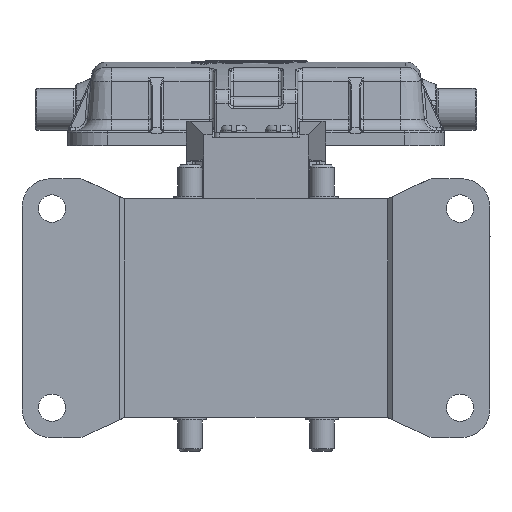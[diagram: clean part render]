
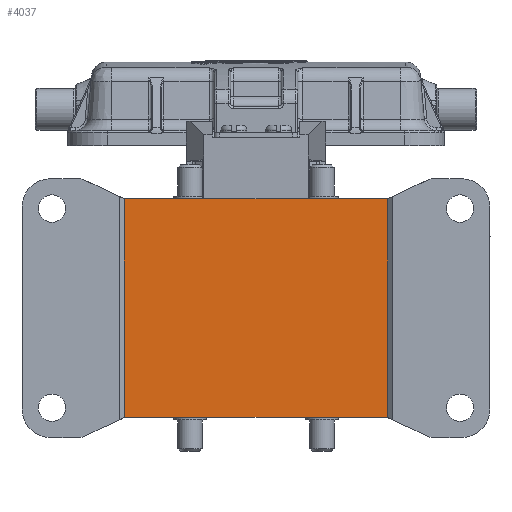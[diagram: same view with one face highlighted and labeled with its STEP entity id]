
A CAD part, front view. The second image highlights one B-rep face of the part: STEP entity #4037.
In plain terms, the highlighted planar face has unit normal (0, -1, 0).
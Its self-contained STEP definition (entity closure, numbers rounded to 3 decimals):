
#2228=PLANE('',#26095);
#4037=ADVANCED_FACE('NONE',(#5592),#2228,.T.);
#5592=FACE_OUTER_BOUND('',#7085,.T.);
#7085=EDGE_LOOP('',(#12581,#12582,#12583,#12584,#12585,#12586,#12587,#12588));
#12581=ORIENTED_EDGE('',*,*,#20486,.T.);
#12582=ORIENTED_EDGE('',*,*,#20487,.T.);
#12583=ORIENTED_EDGE('',*,*,#20488,.F.);
#12584=ORIENTED_EDGE('',*,*,#20489,.T.);
#12585=ORIENTED_EDGE('',*,*,#20485,.F.);
#12586=ORIENTED_EDGE('',*,*,#20490,.T.);
#12587=ORIENTED_EDGE('',*,*,#20491,.F.);
#12588=ORIENTED_EDGE('',*,*,#20492,.F.);
#17378=VERTEX_POINT('',#47427);
#17381=VERTEX_POINT('',#47433);
#17382=VERTEX_POINT('',#47437);
#17383=VERTEX_POINT('',#47438);
#17384=VERTEX_POINT('',#47440);
#17385=VERTEX_POINT('',#47442);
#17386=VERTEX_POINT('',#47445);
#17387=VERTEX_POINT('',#47447);
#20485=EDGE_CURVE('NONE',#17381,#17378,#22809,.T.);
#20486=EDGE_CURVE('NONE',#17382,#17383,#22810,.T.);
#20487=EDGE_CURVE('NONE',#17383,#17384,#22811,.T.);
#20488=EDGE_CURVE('NONE',#17385,#17384,#22812,.T.);
#20489=EDGE_CURVE('NONE',#17385,#17378,#22813,.T.);
#20490=EDGE_CURVE('NONE',#17381,#17386,#22814,.T.);
#20491=EDGE_CURVE('NONE',#17387,#17386,#22815,.T.);
#20492=EDGE_CURVE('NONE',#17382,#17387,#22816,.T.);
#22809=LINE('',#47434,#24225);
#22810=LINE('',#47436,#24226);
#22811=LINE('',#47439,#24227);
#22812=LINE('',#47441,#24228);
#22813=LINE('',#47443,#24229);
#22814=LINE('',#47444,#24230);
#22815=LINE('',#47446,#24231);
#22816=LINE('',#47448,#24232);
#24225=VECTOR('',#30036,1.);
#24226=VECTOR('',#30039,1.);
#24227=VECTOR('',#30040,1.);
#24228=VECTOR('',#30041,1.);
#24229=VECTOR('',#30042,1.);
#24230=VECTOR('',#30043,1.);
#24231=VECTOR('',#30044,1.);
#24232=VECTOR('',#30045,1.);
#26095=AXIS2_PLACEMENT_3D('',#47449,#30046,#30047);
#30036=DIRECTION('',(0.904,0.,-0.427));
#30039=DIRECTION('',(0.904,0.,-0.427));
#30040=DIRECTION('',(0.,0.,1.));
#30041=DIRECTION('',(0.904,0.,0.427));
#30042=DIRECTION('',(-1.,0.,0.));
#30043=DIRECTION('',(0.,0.,-1.));
#30044=DIRECTION('',(-0.904,0.,-0.427));
#30045=DIRECTION('',(-1.,0.,0.));
#30046=DIRECTION('',(0.,-1.,0.));
#30047=DIRECTION('',(0.,0.,-1.));
#47427=CARTESIAN_POINT('',(-26.404,-52.5,21.941));
#47433=CARTESIAN_POINT('',(-26.422,-52.5,21.949));
#47434=CARTESIAN_POINT('',(-26.,-52.5,21.75));
#47436=CARTESIAN_POINT('',(26.404,-52.5,-21.941));
#47437=CARTESIAN_POINT('',(26.404,-52.5,-21.941));
#47438=CARTESIAN_POINT('',(26.422,-52.5,-21.949));
#47439=CARTESIAN_POINT('',(26.422,-52.5,0.));
#47440=CARTESIAN_POINT('',(26.422,-52.5,21.949));
#47441=CARTESIAN_POINT('',(35.,-52.5,26.));
#47442=CARTESIAN_POINT('',(26.404,-52.5,21.941));
#47443=CARTESIAN_POINT('',(0.,-52.5,21.941));
#47444=CARTESIAN_POINT('',(-26.422,-52.5,0.));
#47445=CARTESIAN_POINT('',(-26.422,-52.5,-21.949));
#47446=CARTESIAN_POINT('',(-35.,-52.5,-26.));
#47447=CARTESIAN_POINT('',(-26.404,-52.5,-21.941));
#47448=CARTESIAN_POINT('',(30.935,-52.5,-21.941));
#47449=CARTESIAN_POINT('',(0.,-52.5,0.));
